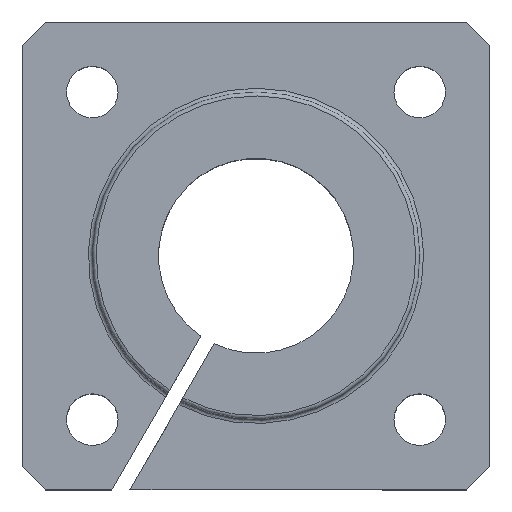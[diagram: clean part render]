
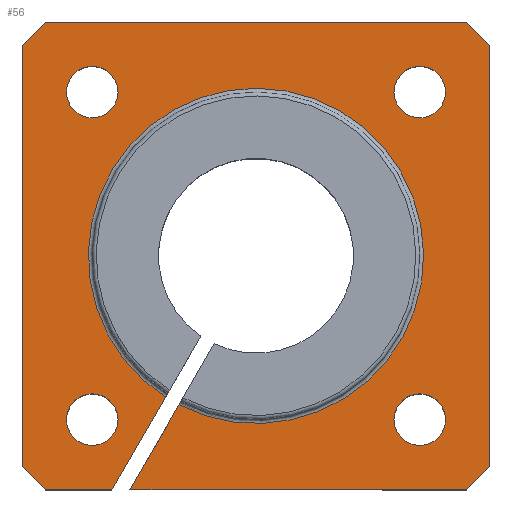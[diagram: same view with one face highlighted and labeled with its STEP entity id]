
A CAD part, top view. The second image highlights one B-rep face of the part: STEP entity #56.
In plain terms, the highlighted planar face has unit normal (0, 0, 1).
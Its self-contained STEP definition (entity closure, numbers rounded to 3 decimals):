
#56 = ADVANCED_FACE( '', ( #131, #132, #133, #134, #135 ), #136, .T. );
#131 = FACE_BOUND( '', #243, .T. );
#132 = FACE_BOUND( '', #244, .T. );
#133 = FACE_BOUND( '', #245, .T. );
#134 = FACE_BOUND( '', #246, .T. );
#135 = FACE_OUTER_BOUND( '', #247, .T. );
#136 = PLANE( '', #248 );
#243 = EDGE_LOOP( '', ( #359 ) );
#244 = EDGE_LOOP( '', ( #360 ) );
#245 = EDGE_LOOP( '', ( #361 ) );
#246 = EDGE_LOOP( '', ( #362 ) );
#247 = EDGE_LOOP( '', ( #363, #364, #365, #366, #367, #368, #369, #370, #371, #372, #373, #374 ) );
#248 = AXIS2_PLACEMENT_3D( '', #375, #376, #377 );
#359 = ORIENTED_EDGE( '', *, *, #592, .F. );
#360 = ORIENTED_EDGE( '', *, *, #593, .F. );
#361 = ORIENTED_EDGE( '', *, *, #594, .F. );
#362 = ORIENTED_EDGE( '', *, *, #595, .F. );
#363 = ORIENTED_EDGE( '', *, *, #596, .T. );
#364 = ORIENTED_EDGE( '', *, *, #597, .T. );
#365 = ORIENTED_EDGE( '', *, *, #598, .T. );
#366 = ORIENTED_EDGE( '', *, *, #599, .T. );
#367 = ORIENTED_EDGE( '', *, *, #600, .T. );
#368 = ORIENTED_EDGE( '', *, *, #601, .T. );
#369 = ORIENTED_EDGE( '', *, *, #584, .T. );
#370 = ORIENTED_EDGE( '', *, *, #602, .T. );
#371 = ORIENTED_EDGE( '', *, *, #589, .T. );
#372 = ORIENTED_EDGE( '', *, *, #603, .T. );
#373 = ORIENTED_EDGE( '', *, *, #604, .T. );
#374 = ORIENTED_EDGE( '', *, *, #605, .T. );
#375 = CARTESIAN_POINT( '', ( 0., 0., 16. ) );
#376 = DIRECTION( '', ( 0., 0., 1. ) );
#377 = DIRECTION( '', ( 1., 0., 0. ) );
#584 = EDGE_CURVE( '', #679, #677, #680, .T. );
#589 = EDGE_CURVE( '', #688, #686, #689, .T. );
#592 = EDGE_CURVE( '', #692, #692, #693, .T. );
#593 = EDGE_CURVE( '', #694, #694, #695, .T. );
#594 = EDGE_CURVE( '', #696, #696, #697, .T. );
#595 = EDGE_CURVE( '', #698, #698, #699, .T. );
#596 = EDGE_CURVE( '', #700, #701, #702, .T. );
#597 = EDGE_CURVE( '', #701, #703, #704, .T. );
#598 = EDGE_CURVE( '', #703, #705, #706, .T. );
#599 = EDGE_CURVE( '', #705, #707, #708, .T. );
#600 = EDGE_CURVE( '', #707, #709, #710, .T. );
#601 = EDGE_CURVE( '', #709, #679, #711, .T. );
#602 = EDGE_CURVE( '', #677, #688, #712, .T. );
#603 = EDGE_CURVE( '', #686, #713, #714, .T. );
#604 = EDGE_CURVE( '', #713, #715, #716, .T. );
#605 = EDGE_CURVE( '', #715, #700, #717, .T. );
#677 = VERTEX_POINT( '', #816 );
#679 = VERTEX_POINT( '', #819 );
#680 = LINE( '', #820, #821 );
#686 = VERTEX_POINT( '', #829 );
#688 = VERTEX_POINT( '', #832 );
#689 = LINE( '', #833, #834 );
#692 = VERTEX_POINT( '', #838 );
#693 = CIRCLE( '', #839, 3.3 );
#694 = VERTEX_POINT( '', #840 );
#695 = CIRCLE( '', #841, 3.3 );
#696 = VERTEX_POINT( '', #842 );
#697 = CIRCLE( '', #843, 3.3 );
#698 = VERTEX_POINT( '', #844 );
#699 = CIRCLE( '', #845, 3.3 );
#700 = VERTEX_POINT( '', #846 );
#701 = VERTEX_POINT( '', #847 );
#702 = LINE( '', #848, #849 );
#703 = VERTEX_POINT( '', #850 );
#704 = LINE( '', #851, #852 );
#705 = VERTEX_POINT( '', #853 );
#706 = CIRCLE( '', #854, 21.5 );
#707 = VERTEX_POINT( '', #855 );
#708 = LINE( '', #856, #857 );
#709 = VERTEX_POINT( '', #858 );
#710 = LINE( '', #859, #860 );
#711 = LINE( '', #861, #862 );
#712 = LINE( '', #863, #864 );
#713 = VERTEX_POINT( '', #865 );
#714 = LINE( '', #866, #867 );
#715 = VERTEX_POINT( '', #868 );
#716 = LINE( '', #869, #870 );
#717 = LINE( '', #871, #872 );
#816 = CARTESIAN_POINT( '', ( 30., 57., 16. ) );
#819 = CARTESIAN_POINT( '', ( 30., 3., 16. ) );
#820 = CARTESIAN_POINT( '', ( 30., 3., 16. ) );
#821 = VECTOR( '', #1009, 1000. );
#829 = CARTESIAN_POINT( '', ( -27., 60., 16. ) );
#832 = CARTESIAN_POINT( '', ( 27., 60., 16. ) );
#833 = CARTESIAN_POINT( '', ( 27., 60., 16. ) );
#834 = VECTOR( '', #1013, 1000. );
#838 = CARTESIAN_POINT( '', ( -17.7, 9., 16. ) );
#839 = AXIS2_PLACEMENT_3D( '', #1015, #1016, #1017 );
#840 = CARTESIAN_POINT( '', ( -17.7, 51., 16. ) );
#841 = AXIS2_PLACEMENT_3D( '', #1018, #1019, #1020 );
#842 = CARTESIAN_POINT( '', ( 24.3, 9., 16. ) );
#843 = AXIS2_PLACEMENT_3D( '', #1021, #1022, #1023 );
#844 = CARTESIAN_POINT( '', ( 24.3, 51., 16. ) );
#845 = AXIS2_PLACEMENT_3D( '', #1024, #1025, #1026 );
#846 = CARTESIAN_POINT( '', ( -27., 0., 16. ) );
#847 = CARTESIAN_POINT( '', ( -18.475, 0., 16. ) );
#848 = CARTESIAN_POINT( '', ( -27., 0., 16. ) );
#849 = VECTOR( '', #1027, 1000. );
#850 = CARTESIAN_POINT( '', ( -11.604, 11.901, 16. ) );
#851 = CARTESIAN_POINT( '', ( -13.856, 8., 16. ) );
#852 = VECTOR( '', #1028, 1000. );
#853 = CARTESIAN_POINT( '', ( -9.872, 10.901, 16. ) );
#854 = AXIS2_PLACEMENT_3D( '', #1029, #1030, #1031 );
#855 = CARTESIAN_POINT( '', ( -16.166, 0., 16. ) );
#856 = CARTESIAN_POINT( '', ( -12.124, 7., 16. ) );
#857 = VECTOR( '', #1032, 1000. );
#858 = CARTESIAN_POINT( '', ( 27., 0., 16. ) );
#859 = CARTESIAN_POINT( '', ( -27., 0., 16. ) );
#860 = VECTOR( '', #1033, 1000. );
#861 = CARTESIAN_POINT( '', ( 27., 0., 16. ) );
#862 = VECTOR( '', #1034, 1000. );
#863 = CARTESIAN_POINT( '', ( 30., 57., 16. ) );
#864 = VECTOR( '', #1035, 1000. );
#865 = CARTESIAN_POINT( '', ( -30., 57., 16. ) );
#866 = CARTESIAN_POINT( '', ( -27., 60., 16. ) );
#867 = VECTOR( '', #1036, 1000. );
#868 = CARTESIAN_POINT( '', ( -30., 3., 16. ) );
#869 = CARTESIAN_POINT( '', ( -30., 57., 16. ) );
#870 = VECTOR( '', #1037, 1000. );
#871 = CARTESIAN_POINT( '', ( -30., 3., 16. ) );
#872 = VECTOR( '', #1038, 1000. );
#1009 = DIRECTION( '', ( 0., 1., 0. ) );
#1013 = DIRECTION( '', ( -1., 0., 0. ) );
#1015 = CARTESIAN_POINT( '', ( -21., 9., 16. ) );
#1016 = DIRECTION( '', ( 0., 0., 1. ) );
#1017 = DIRECTION( '', ( 1., 0., 0. ) );
#1018 = CARTESIAN_POINT( '', ( -21., 51., 16. ) );
#1019 = DIRECTION( '', ( 0., 0., 1. ) );
#1020 = DIRECTION( '', ( 1., 0., 0. ) );
#1021 = CARTESIAN_POINT( '', ( 21., 9., 16. ) );
#1022 = DIRECTION( '', ( 0., 0., 1. ) );
#1023 = DIRECTION( '', ( 1., 0., 0. ) );
#1024 = CARTESIAN_POINT( '', ( 21., 51., 16. ) );
#1025 = DIRECTION( '', ( 0., 0., 1. ) );
#1026 = DIRECTION( '', ( 1., 0., 0. ) );
#1027 = DIRECTION( '', ( 1., 0., 0. ) );
#1028 = DIRECTION( '', ( 0.5, 0.866, 0. ) );
#1029 = CARTESIAN_POINT( '', ( 0., 30., 16. ) );
#1030 = DIRECTION( '', ( 0., 0., -1. ) );
#1031 = DIRECTION( '', ( -1., 0., 0. ) );
#1032 = DIRECTION( '', ( -0.5, -0.866, 0. ) );
#1033 = DIRECTION( '', ( 1., 0., 0. ) );
#1034 = DIRECTION( '', ( 0.707, 0.707, 0. ) );
#1035 = DIRECTION( '', ( -0.707, 0.707, 0. ) );
#1036 = DIRECTION( '', ( -0.707, -0.707, 0. ) );
#1037 = DIRECTION( '', ( 0., -1., 0. ) );
#1038 = DIRECTION( '', ( 0.707, -0.707, 0. ) );
